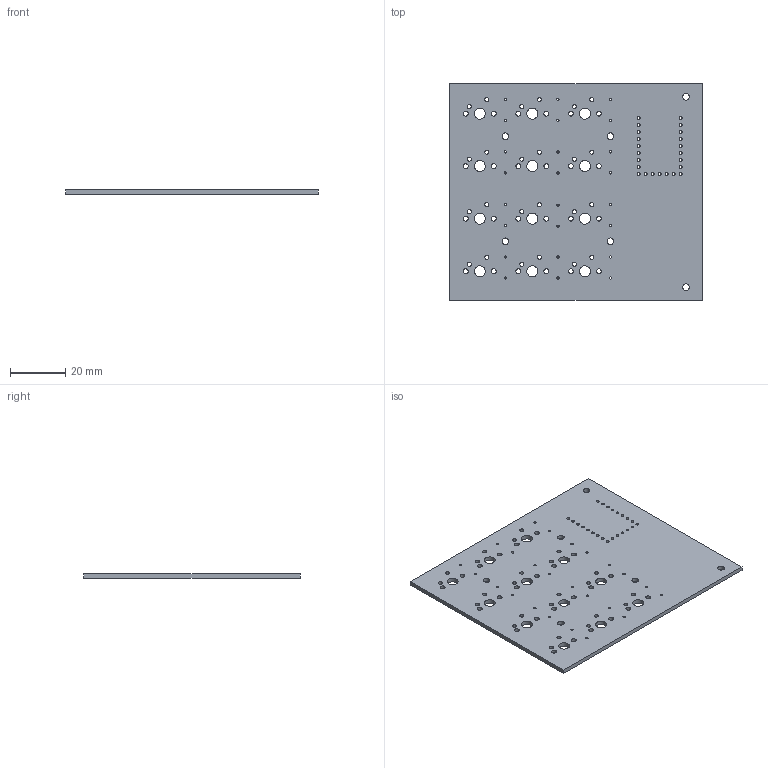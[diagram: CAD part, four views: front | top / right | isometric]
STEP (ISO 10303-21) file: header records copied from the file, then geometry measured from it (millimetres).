
FILE_DESCRIPTION(('KiCad electronic assembly'),'2;1');
FILE_NAME('test2.step','2025-06-18T21:41:15',('Pcbnew'),('Kicad'), 'Open CASCADE STEP processor 7.8','KiCad to STEP converter','Unknown' );
FILE_SCHEMA(('AUTOMOTIVE_DESIGN { 1 0 10303 214 1 1 1 1 }'));
Length unit declared in the file: millimetre
Products named in the file (2): test2 1; test2_PCB
Assembly tree (1 placements, depth 2):
  test2 1
    test2_PCB
Bounding box: 91.68 x 78.58 x 1.51 mm (x, y, z)
Volume: 10413.6 mm3; surface area: 15172.7 mm2
Topology: 1 solids, 1 shells, 119 faces, 351 edges, 234 vertices
Faces by surface type: cylinder 113, plane 6
Full cylindrical faces by diameter (mm): 0.8 x24, 1 x23, 1.5 x24, 1.75 x24, 2.381 x6, 4 x12
Entity records: 4600 total; most frequent: DIRECTION 819, CARTESIAN_POINT 706, ORIENTED_EDGE 702, EDGE_CURVE 351, AXIS2_PLACEMENT_3D 347, FACE_BOUND 345, EDGE_LOOP 345, VERTEX_POINT 234
